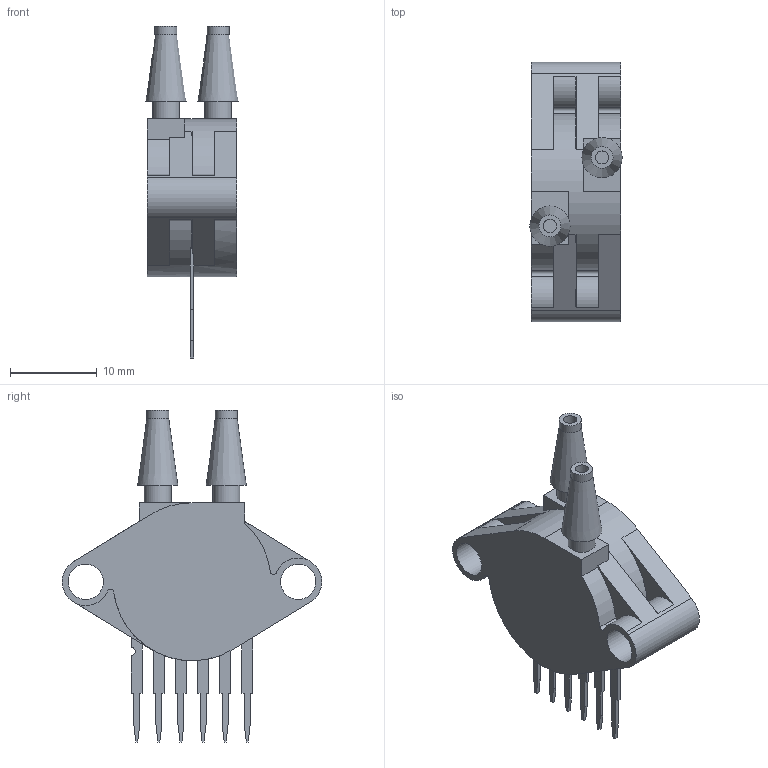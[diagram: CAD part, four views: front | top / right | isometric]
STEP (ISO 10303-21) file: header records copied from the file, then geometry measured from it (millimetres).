
FILE_DESCRIPTION( ( '' ), ' ' );
FILE_NAME( '5b4ea8b008da610ed1611de2.step', '2018-07-18T02:40:48', ( '' ), ( '' ), ' ', ' ', ' ' );
FILE_SCHEMA( ( 'AUTOMOTIVE_DESIGN { 1 0 10303 214 1 1 1 1 }' ) );
Length unit declared in the file: metre
Products named in the file (7): Open CASCADE STEP translator 6.8 2; Open CASCADE STEP translator 6.8 1
Bounding box: 10.61 x 29.85 x 38.17 mm (x, y, z)
Volume: 3370.1 mm3; surface area: 2518.2 mm2
Topology: 7 solids, 7 shells, 136 faces, 346 edges, 230 vertices
Faces by surface type: plane 103, cylinder 31, cone 2
Full cylindrical faces by diameter (mm): 1.5 x2, 2.52 x2, 3.11 x2, 4.04 x2
Entity records: 6892 total; most frequent: CARTESIAN_POINT 709, DIRECTION 698, ORIENTED_EDGE 672, STYLED_ITEM 472, PRESENTATION_STYLE_ASSIGNMENT 472, COLOUR_RGB 472, EDGE_CURVE 336, CURVE_STYLE 336
